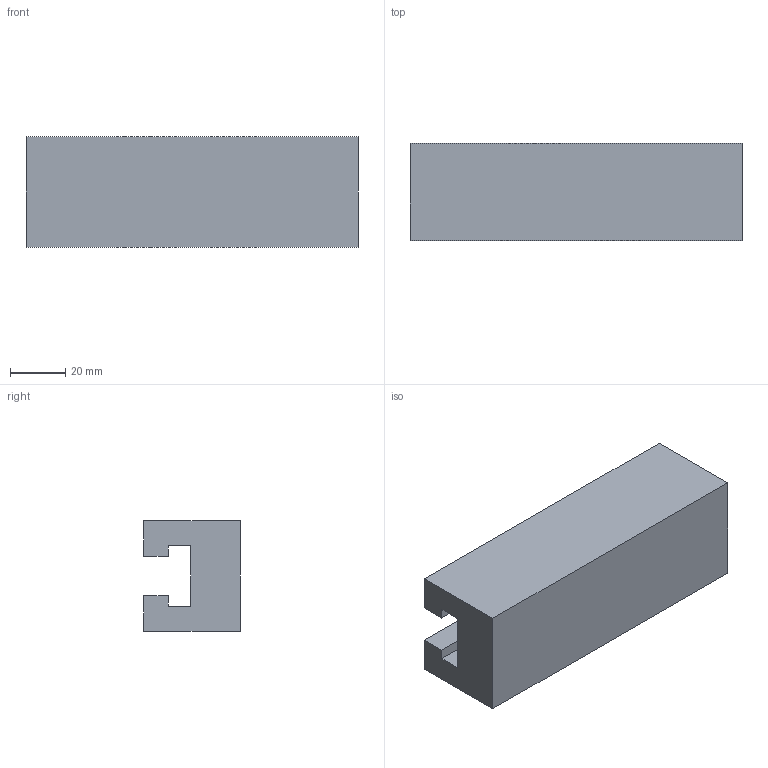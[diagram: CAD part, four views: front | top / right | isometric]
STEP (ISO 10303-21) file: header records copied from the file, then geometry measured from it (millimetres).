
FILE_DESCRIPTION(('produced by SPATIAL CORP'),'2;1');
FILE_NAME( 'bluco_412158_I.hh.sat.stp','2002-04-19T11:15:11+00:00',('SPATIAL CORP'), ('SPATIAL CORP'),'ACIS STEP Husk','http://www.spatial.com', 'SPATIAL CORP');
FILE_SCHEMA(('CONFIG_CONTROL_DESIGN'));
Length unit declared in the file: millimetre
Products named in the file (1): PRODUCT_ID_1
Bounding box: 120 x 35 x 40 mm (x, y, z)
Volume: 131464.3 mm3; surface area: 26097.5 mm2
Topology: 1 solids, 1 shells, 14 faces, 36 edges, 24 vertices
Faces by surface type: plane 14
Entity records: 492 total; most frequent: ORIENTED_EDGE 72, CARTESIAN_POINT 71, DIRECTION 60, EDGE_CURVE 36, VECTOR 34, LINE 34, VERTEX_POINT 24, EDGE_LOOP 14
